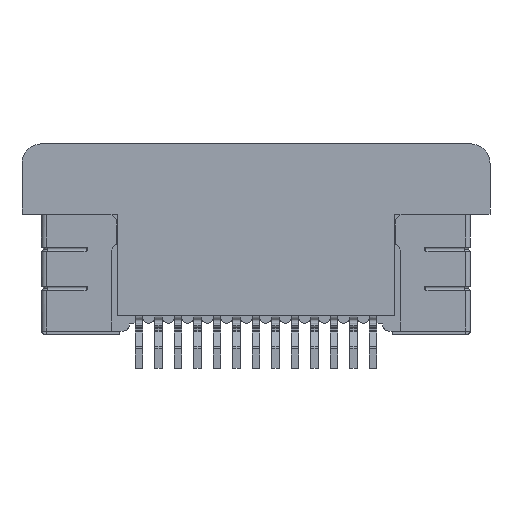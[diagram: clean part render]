
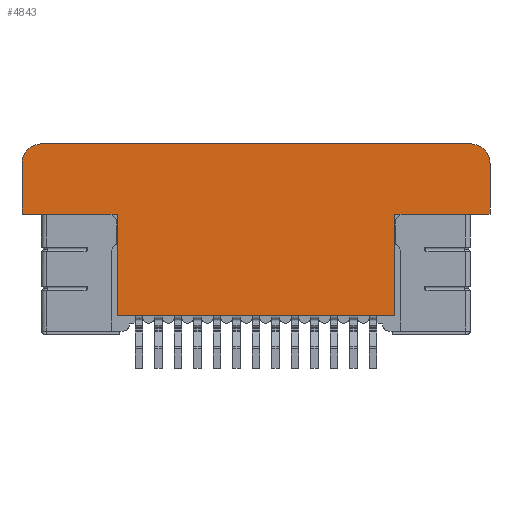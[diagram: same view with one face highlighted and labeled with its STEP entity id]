
A CAD part, front view. The second image highlights one B-rep face of the part: STEP entity #4843.
In plain terms, the highlighted planar face has unit normal (0, -1, 0).
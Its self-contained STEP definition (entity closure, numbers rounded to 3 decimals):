
#178 = VECTOR ( 'NONE', #16376, 1000. ) ;
#784 = CARTESIAN_POINT ( 'NONE',  ( -1.8, -0.9, 3. ) ) ;
#1419 = VERTEX_POINT ( 'NONE', #9204 ) ;
#1439 = LINE ( 'NONE', #23912, #21140 ) ;
#1504 = EDGE_CURVE ( 'NONE', #7010, #28535, #29655, .T. ) ;
#1539 = ORIENTED_EDGE ( 'NONE', *, *, #1710, .F. ) ;
#1710 = EDGE_CURVE ( 'NONE', #6310, #5882, #7546, .T. ) ;
#1914 = CARTESIAN_POINT ( 'NONE',  ( -4.25, -0.9, 4.3 ) ) ;
#2066 = CARTESIAN_POINT ( 'NONE',  ( -4.25, -0.9, 3. ) ) ;
#2126 = LINE ( 'NONE', #33347, #178 ) ;
#2396 = CARTESIAN_POINT ( 'NONE',  ( -3.75, -0.9, 4.8 ) ) ;
#2615 = DIRECTION ( 'NONE',  ( 0., 1., 0. ) ) ;
#2770 = LINE ( 'NONE', #30713, #13701 ) ;
#3121 = VERTEX_POINT ( 'NONE', #1914 ) ;
#3203 = CIRCLE ( 'NONE', #18370, 0.5 ) ;
#3418 = VECTOR ( 'NONE', #15593, 1000. ) ;
#4042 = ORIENTED_EDGE ( 'NONE', *, *, #24738, .F. ) ;
#4454 = CARTESIAN_POINT ( 'NONE',  ( 7.75, -0.9, 3. ) ) ;
#4843 = ADVANCED_FACE ( 'NONE', ( #5735 ), #33671, .F. ) ;
#5735 = FACE_OUTER_BOUND ( 'NONE', #34899, .T. ) ;
#5882 = VERTEX_POINT ( 'NONE', #7244 ) ;
#5900 = ORIENTED_EDGE ( 'NONE', *, *, #1504, .T. ) ;
#6126 = ORIENTED_EDGE ( 'NONE', *, *, #18358, .F. ) ;
#6310 = VERTEX_POINT ( 'NONE', #2396 ) ;
#6622 = VECTOR ( 'NONE', #13549, 1000. ) ;
#7010 = VERTEX_POINT ( 'NONE', #29780 ) ;
#7184 = ORIENTED_EDGE ( 'NONE', *, *, #27884, .T. ) ;
#7243 = ORIENTED_EDGE ( 'NONE', *, *, #13986, .T. ) ;
#7244 = CARTESIAN_POINT ( 'NONE',  ( 7.25, -0.9, 4.8 ) ) ;
#7392 = ORIENTED_EDGE ( 'NONE', *, *, #21255, .T. ) ;
#7546 = LINE ( 'NONE', #7711, #24892 ) ;
#7711 = CARTESIAN_POINT ( 'NONE',  ( -4.25, -0.9, 4.8 ) ) ;
#8256 = DIRECTION ( 'NONE',  ( 1., 0., 0. ) ) ;
#9204 = CARTESIAN_POINT ( 'NONE',  ( 5.3, -0.9, 3. ) ) ;
#11214 = VERTEX_POINT ( 'NONE', #22631 ) ;
#11383 = AXIS2_PLACEMENT_3D ( 'NONE', #16870, #2615, #25624 ) ;
#13549 = DIRECTION ( 'NONE',  ( 1., 0., 0. ) ) ;
#13701 = VECTOR ( 'NONE', #25049, 1000. ) ;
#13986 = EDGE_CURVE ( 'NONE', #24692, #15639, #16924, .T. ) ;
#14242 = VECTOR ( 'NONE', #17095, 1000. ) ;
#14333 = VERTEX_POINT ( 'NONE', #16528 ) ;
#15593 = DIRECTION ( 'NONE',  ( 0., 0., 1. ) ) ;
#15639 = VERTEX_POINT ( 'NONE', #784 ) ;
#16376 = DIRECTION ( 'NONE',  ( 0., 0., -1. ) ) ;
#16528 = CARTESIAN_POINT ( 'NONE',  ( 5.3, -0.9, 0.4 ) ) ;
#16659 = EDGE_CURVE ( 'NONE', #28535, #5882, #3203, .T. ) ;
#16870 = CARTESIAN_POINT ( 'NONE',  ( -3.55, -0.9, 4.3 ) ) ;
#16924 = LINE ( 'NONE', #25322, #14242 ) ;
#17095 = DIRECTION ( 'NONE',  ( 1., 0., 0. ) ) ;
#18358 = EDGE_CURVE ( 'NONE', #1419, #14333, #2770, .T. ) ;
#18370 = AXIS2_PLACEMENT_3D ( 'NONE', #35912, #33336, #29872 ) ;
#19400 = AXIS2_PLACEMENT_3D ( 'NONE', #20242, #31202, #22977 ) ;
#19482 = ORIENTED_EDGE ( 'NONE', *, *, #16659, .T. ) ;
#19617 = VECTOR ( 'NONE', #30553, 1000. ) ;
#20242 = CARTESIAN_POINT ( 'NONE',  ( -3.75, -0.9, 4.3 ) ) ;
#20993 = DIRECTION ( 'NONE',  ( 1., 0., 0. ) ) ;
#21140 = VECTOR ( 'NONE', #20993, 1000. ) ;
#21255 = EDGE_CURVE ( 'NONE', #6310, #3121, #27585, .T. ) ;
#22305 = EDGE_CURVE ( 'NONE', #11214, #14333, #27280, .T. ) ;
#22631 = CARTESIAN_POINT ( 'NONE',  ( -1.8, -0.9, 0.4 ) ) ;
#22977 = DIRECTION ( 'NONE',  ( 0., 0., -1. ) ) ;
#23912 = CARTESIAN_POINT ( 'NONE',  ( -7.75, -0.9, 3. ) ) ;
#24692 = VERTEX_POINT ( 'NONE', #2066 ) ;
#24738 = EDGE_CURVE ( 'NONE', #24692, #3121, #29336, .T. ) ;
#24892 = VECTOR ( 'NONE', #8256, 1000. ) ;
#25049 = DIRECTION ( 'NONE',  ( 0., 0., -1. ) ) ;
#25322 = CARTESIAN_POINT ( 'NONE',  ( -4.25, -0.9, 3. ) ) ;
#25624 = DIRECTION ( 'NONE',  ( 0., 0., 1. ) ) ;
#27280 = LINE ( 'NONE', #35843, #6622 ) ;
#27328 = ORIENTED_EDGE ( 'NONE', *, *, #27399, .T. ) ;
#27399 = EDGE_CURVE ( 'NONE', #1419, #7010, #1439, .T. ) ;
#27585 = CIRCLE ( 'NONE', #19400, 0.5 ) ;
#27884 = EDGE_CURVE ( 'NONE', #15639, #11214, #2126, .T. ) ;
#28535 = VERTEX_POINT ( 'NONE', #28916 ) ;
#28916 = CARTESIAN_POINT ( 'NONE',  ( 7.75, -0.9, 4.3 ) ) ;
#29336 = LINE ( 'NONE', #33294, #19617 ) ;
#29655 = LINE ( 'NONE', #4454, #3418 ) ;
#29780 = CARTESIAN_POINT ( 'NONE',  ( 7.75, -0.9, 3. ) ) ;
#29872 = DIRECTION ( 'NONE',  ( 0., 0., -1. ) ) ;
#30553 = DIRECTION ( 'NONE',  ( 0., 0., 1. ) ) ;
#30713 = CARTESIAN_POINT ( 'NONE',  ( 5.3, -0.9, 9. ) ) ;
#31202 = DIRECTION ( 'NONE',  ( 0., -1., 0. ) ) ;
#31841 = ORIENTED_EDGE ( 'NONE', *, *, #22305, .T. ) ;
#33294 = CARTESIAN_POINT ( 'NONE',  ( -4.25, -0.9, 3. ) ) ;
#33336 = DIRECTION ( 'NONE',  ( 0., -1., 0. ) ) ;
#33347 = CARTESIAN_POINT ( 'NONE',  ( -1.8, -0.9, 9. ) ) ;
#33671 = PLANE ( 'NONE',  #11383 ) ;
#34899 = EDGE_LOOP ( 'NONE', ( #31841, #6126, #27328, #5900, #19482, #1539, #7392, #4042, #7243, #7184 ) ) ;
#35843 = CARTESIAN_POINT ( 'NONE',  ( -3.55, -0.9, 0.4 ) ) ;
#35912 = CARTESIAN_POINT ( 'NONE',  ( 7.25, -0.9, 4.3 ) ) ;
